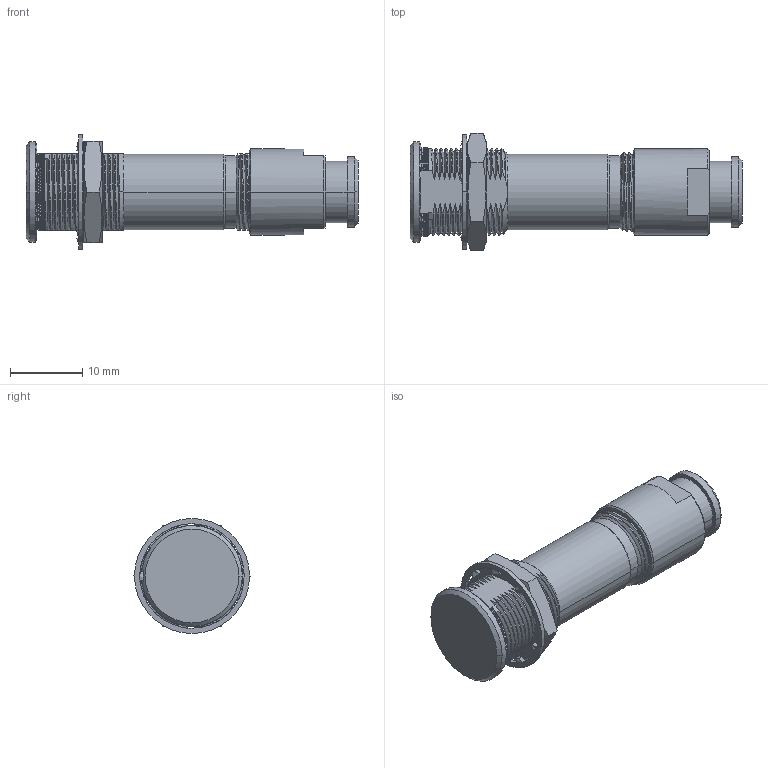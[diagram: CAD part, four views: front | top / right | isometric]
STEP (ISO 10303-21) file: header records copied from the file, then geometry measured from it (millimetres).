
FILE_DESCRIPTION((''),'2;1');
FILE_NAME('JBXSR1G_M','2014-05-13T',('sreeragv'),('Souriau'),'PRO/ENGINEER BY PARAMETRIC TECHNOLOGY CORPORATION, 2010140','PRO/ENGINEER BY PARAMETRIC TECHNOLOGY CORPORATION, 2010140','');
FILE_SCHEMA(('CONFIG_CONTROL_DESIGN'));
Length unit declared in the file: millimetre
Products named in the file (1): JBXSR1G_M
Bounding box: 45.84 x 16.17 x 15.88 mm (x, y, z)
Volume: 4518.4 mm3; surface area: 2475.2 mm2
Topology: 1 solids, 1 shells, 699 faces, 1919 edges, 1217 vertices
Faces by surface type: plane 285, cylinder 173, cone 152, bspline 89
Entity records: 27784 total; most frequent: CARTESIAN_POINT 11155, ORIENTED_EDGE 3838, DIRECTION 2964, EDGE_CURVE 1919, VERTEX_POINT 1217, AXIS2_PLACEMENT_3D 1068, VECTOR 828, LINE 828
